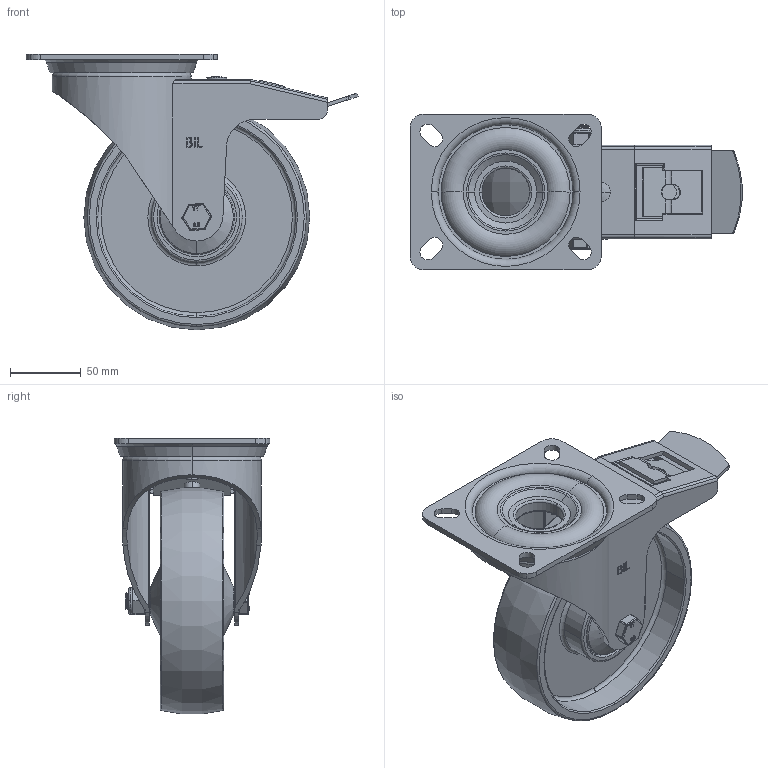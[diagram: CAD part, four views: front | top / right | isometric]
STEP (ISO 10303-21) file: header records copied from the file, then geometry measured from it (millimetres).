
FILE_DESCRIPTION(('STEP AP214'),'1');
FILE_NAME('BZMM160NYBJSWB.STEP','2022-09-16T09:34:37',(' '),(' '),'Spatial InterOp 3D',' ',' ');
FILE_SCHEMA(('AUTOMOTIVE_DESIGN { 1 0 10303 214 1 1 1 1 }'));
Length unit declared in the file: metre
Products named in the file (31): ZINC PLATED, PRESSED STEEL TOP PLATE; ZINC PLATED, PRESSED STEEL TOP PLATE Geometry; BALL BEARINGS; Component1; BZMM150ASSWB; ZINC PLATED, PRESSED STEEL FORKS; BEARING SEAL; ZINC PLATED, PRESSED STEEL BRAKE PEDAL; BRAKE PAD; BRAKE PAD Geometry; BOLT; NUT; BRAKE BOLT; BZMM160NYBJSWB; NYLON WHEEL; CAP; NYLON WHEEL2; BZH160WNYBJM12; BEARING6204; INNER; OUTER; BALL BEARINGS2; Component3; MIDDLE; RUBBER; HEXBOLTM12X80Z8.8; GRADE 8.8 ZINC PLATED BOLT; NYLOC NUT; RUBBER2; NUT2; NYLOCM12Z
Assembly tree (77 placements, depth 5):
  BZMM160NYBJSWB
    BZMM150ASSWB
      ZINC PLATED, PRESSED STEEL TOP PLATE
        ZINC PLATED, PRESSED STEEL TOP PLATE Geometry
        BALL BEARINGS
          Component1  x40
      ZINC PLATED, PRESSED STEEL FORKS
      BEARING SEAL
      ZINC PLATED, PRESSED STEEL BRAKE PEDAL
      BRAKE PAD
        BRAKE PAD Geometry
        BOLT
        NUT
        BRAKE BOLT
    BZH160WNYBJM12
      NYLON WHEEL
        CAP  x2
        NYLON WHEEL2
      BEARING6204
        INNER
        OUTER
        BALL BEARINGS2
          Component3  x8
        MIDDLE
        RUBBER
    HEXBOLTM12X80Z8.8
      GRADE 8.8 ZINC PLATED BOLT
    NYLOCM12Z
      NYLOC NUT
        RUBBER2
        NUT2
Bounding box: 234.28 x 110 x 194.7 mm (x, y, z)
Volume: 554625.8 mm3; surface area: 272384.3 mm2
Topology: 67 solids, 67 shells, 1248 faces, 3276 edges, 2033 vertices
Faces by surface type: plane 396, cylinder 383, extrusion 192, sphere 166, torus 74, cone 32, bspline 5
Entity records: 47137 total; most frequent: CARTESIAN_POINT 18672, ORIENTED_EDGE 5760, DIRECTION 5557, EDGE_CURVE 2880, AXIS2_PLACEMENT_3D 2064, VERTEX_POINT 1898, VECTOR 1429, EDGE_LOOP 1282
